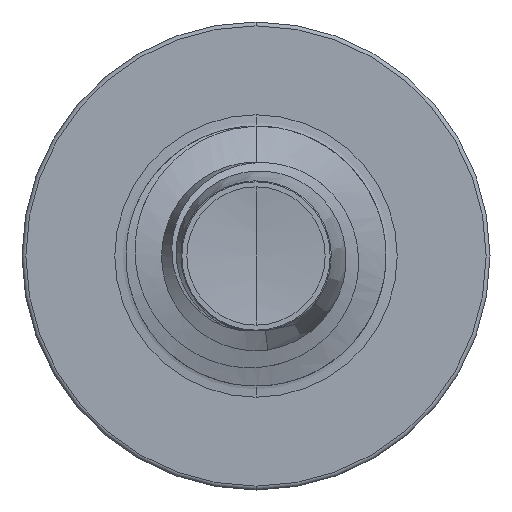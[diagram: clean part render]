
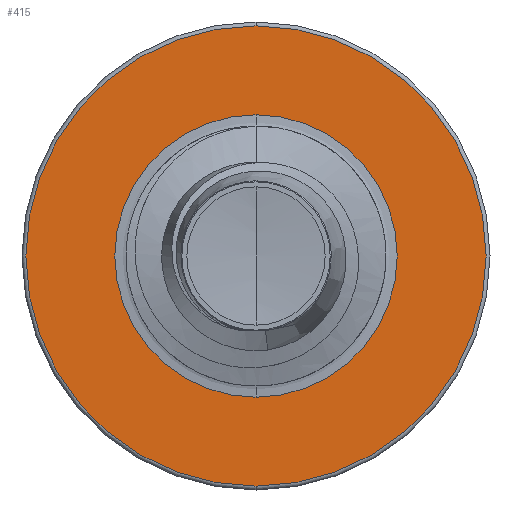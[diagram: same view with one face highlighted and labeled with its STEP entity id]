
A CAD part, front view. The second image highlights one B-rep face of the part: STEP entity #415.
In plain terms, the highlighted planar face has unit normal (0, -1, 0).
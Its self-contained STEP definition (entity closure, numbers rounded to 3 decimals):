
#415 = ADVANCED_FACE ( 'NONE', ( #7478, #5312 ), #6292, .F. ) ;
#545 = CIRCLE ( 'NONE', #8986, 1.086 ) ;
#1344 = VERTEX_POINT ( 'NONE', #6715 ) ;
#1756 = EDGE_CURVE ( 'NONE', #1344, #1778, #545, .T. ) ;
#1778 = VERTEX_POINT ( 'NONE', #7628 ) ;
#2335 = CARTESIAN_POINT ( 'NONE',  ( 0., 4., 1.77 ) ) ;
#2488 = DIRECTION ( 'NONE',  ( 0., 0., 1. ) ) ;
#2501 = EDGE_LOOP ( 'NONE', ( #7317, #9151 ) ) ;
#2508 = DIRECTION ( 'NONE',  ( 0., 1., 0. ) ) ;
#2524 = CARTESIAN_POINT ( 'NONE',  ( 0., 4., 0. ) ) ;
#2673 = CARTESIAN_POINT ( 'NONE',  ( 0., 4., -1.77 ) ) ;
#2685 = AXIS2_PLACEMENT_3D ( 'NONE', #2524, #2508, #2488 ) ;
#2821 = EDGE_CURVE ( 'NONE', #3185, #4347, #9682, .T. ) ;
#3185 = VERTEX_POINT ( 'NONE', #2335 ) ;
#4052 = CARTESIAN_POINT ( 'NONE',  ( 0., 4., -1.086 ) ) ;
#4347 = VERTEX_POINT ( 'NONE', #2673 ) ;
#5231 = DIRECTION ( 'NONE',  ( 0., 1., 0. ) ) ;
#5312 = FACE_BOUND ( 'NONE', #2501, .T. ) ;
#5433 = CIRCLE ( 'NONE', #8910, 1.77 ) ;
#6292 = PLANE ( 'NONE',  #9883 ) ;
#6648 = DIRECTION ( 'NONE',  ( 0., 1., 0. ) ) ;
#6658 = DIRECTION ( 'NONE',  ( 0., 0., 1. ) ) ;
#6715 = CARTESIAN_POINT ( 'NONE',  ( 0., 4., -1.086 ) ) ;
#6784 = EDGE_LOOP ( 'NONE', ( #8463, #7834 ) ) ;
#7317 = ORIENTED_EDGE ( 'NONE', *, *, #9721, .T. ) ;
#7478 = FACE_OUTER_BOUND ( 'NONE', #6784, .T. ) ;
#7628 = CARTESIAN_POINT ( 'NONE',  ( 0., 4., 1.086 ) ) ;
#7676 = CIRCLE ( 'NONE', #8997, 1.086 ) ;
#7758 = CARTESIAN_POINT ( 'NONE',  ( 0., 4., 0. ) ) ;
#7834 = ORIENTED_EDGE ( 'NONE', *, *, #8482, .F. ) ;
#7973 = DIRECTION ( 'NONE',  ( 0., 0., 1. ) ) ;
#8434 = DIRECTION ( 'NONE',  ( 0., 1., 0. ) ) ;
#8463 = ORIENTED_EDGE ( 'NONE', *, *, #2821, .F. ) ;
#8482 = EDGE_CURVE ( 'NONE', #4347, #3185, #5433, .T. ) ;
#8910 = AXIS2_PLACEMENT_3D ( 'NONE', #10059, #10057, #10049 ) ;
#8986 = AXIS2_PLACEMENT_3D ( 'NONE', #7758, #8434, #7973 ) ;
#8997 = AXIS2_PLACEMENT_3D ( 'NONE', #9454, #5231, #10056 ) ;
#9151 = ORIENTED_EDGE ( 'NONE', *, *, #1756, .T. ) ;
#9454 = CARTESIAN_POINT ( 'NONE',  ( 0., 4., 0. ) ) ;
#9682 = CIRCLE ( 'NONE', #2685, 1.77 ) ;
#9721 = EDGE_CURVE ( 'NONE', #1778, #1344, #7676, .T. ) ;
#9883 = AXIS2_PLACEMENT_3D ( 'NONE', #4052, #6648, #6658 ) ;
#10049 = DIRECTION ( 'NONE',  ( 0., 0., 1. ) ) ;
#10056 = DIRECTION ( 'NONE',  ( 0., 0., 1. ) ) ;
#10057 = DIRECTION ( 'NONE',  ( 0., 1., 0. ) ) ;
#10059 = CARTESIAN_POINT ( 'NONE',  ( 0., 4., 0. ) ) ;
